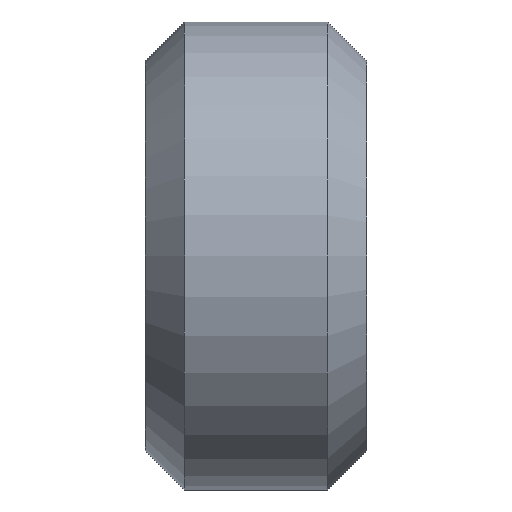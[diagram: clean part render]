
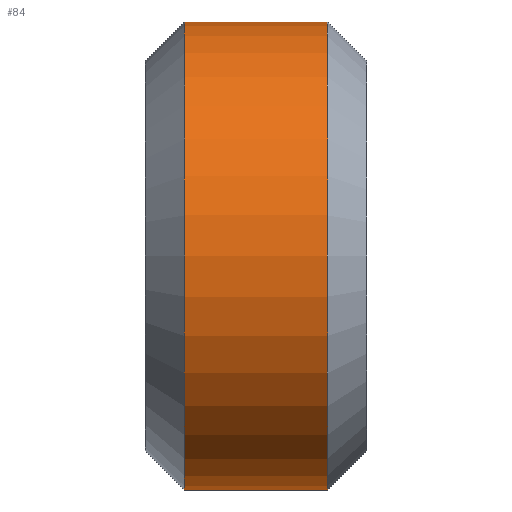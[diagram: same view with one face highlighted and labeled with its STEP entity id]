
A CAD part, front view. The second image highlights one B-rep face of the part: STEP entity #84.
In plain terms, the highlighted cylindrical face has radius 36 mm (diameter 72 mm), a full revolution.
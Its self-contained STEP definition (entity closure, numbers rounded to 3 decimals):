
#23=CYLINDRICAL_SURFACE('',#108,36.);
#32=ORIENTED_EDGE('',*,*,#41,.F.);
#33=ORIENTED_EDGE('',*,*,#40,.T.);
#40=EDGE_CURVE('',#46,#46,#52,.T.);
#41=EDGE_CURVE('',#47,#47,#53,.T.);
#46=VERTEX_POINT('',#151);
#47=VERTEX_POINT('',#154);
#52=CIRCLE('',#107,36.);
#53=CIRCLE('',#109,36.);
#62=EDGE_LOOP('',(#32));
#63=EDGE_LOOP('',(#33));
#74=FACE_BOUND('',#62,.T.);
#75=FACE_BOUND('',#63,.T.);
#84=ADVANCED_FACE('',(#74,#75),#23,.T.);
#107=AXIS2_PLACEMENT_3D('',#150,#129,#130);
#108=AXIS2_PLACEMENT_3D('',#152,#131,#132);
#109=AXIS2_PLACEMENT_3D('',#153,#133,#134);
#129=DIRECTION('',(-1.,0.,0.));
#130=DIRECTION('',(0.,0.,1.));
#131=DIRECTION('',(-1.,0.,0.));
#132=DIRECTION('',(0.,0.,1.));
#133=DIRECTION('',(-1.,0.,0.));
#134=DIRECTION('',(0.,0.,1.));
#150=CARTESIAN_POINT('',(11.,0.,0.));
#151=CARTESIAN_POINT('',(11.,0.,36.));
#152=CARTESIAN_POINT('',(-60.,0.,0.));
#153=CARTESIAN_POINT('',(-11.,0.,0.));
#154=CARTESIAN_POINT('',(-11.,0.,36.));
